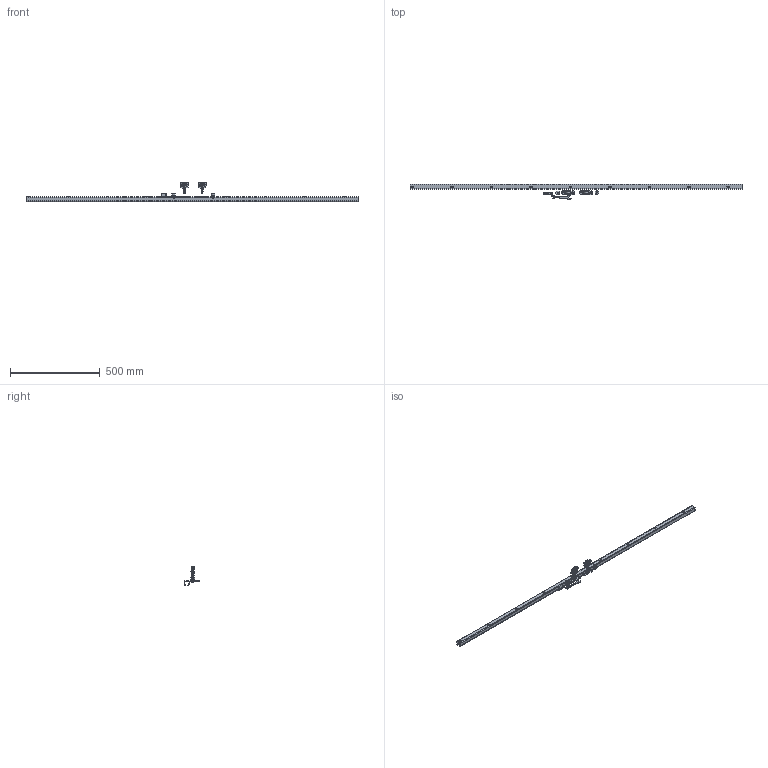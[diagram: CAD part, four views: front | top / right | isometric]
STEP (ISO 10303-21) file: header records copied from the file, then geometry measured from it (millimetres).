
FILE_DESCRIPTION(/* description */ (''),/* implementation_level */ '2;1');
FILE_NAME(/* name */ '.stp',/* time_stamp */ '2019-08-20T11:06:27+02:00',/* author */ ('ga'),/* organization */ (''),/* preprocessor_version */ 'ST-DEVELOPER v17.2',/* originating_system */ 'Autodesk Inventor 2019',/* authorisation */ '');
FILE_SCHEMA (('AUTOMOTIVE_DESIGN { 1 0 10303 214 3 1 1 }'));
Length unit declared in the file: millimetre
Products named in the file (21): Ensemble2; 26; 0222; 14030; 15378; 15602; 15601; 09015; 14389MONT; 06007; 14649; 15318; 1097; 14023; 06004; JIS B 1101 - M6 x 20; 14676; 15208; 1103 guide; 2526F/155; 15663
Assembly tree (24 placements, depth 3):
  Ensemble2
    26  x2
    0222  x2
      14030
      15378
      15602
      15601
      09015
      14389MONT
      06007
      14649
      15318
    1097  x2
      14023
      06004
      JIS B 1101 - M6 x 20
      14676
      15208
    1103 guide
    2526F/155
    15663
Bounding box: 1850 x 84.69 x 106.48 mm (x, y, z)
Volume: 369028.8 mm3; surface area: 344808 mm2
Topology: 35 solids, 35 shells, 1248 faces, 3432 edges, 2256 vertices
Faces by surface type: plane 717, cylinder 399, cone 58, bspline 48, sphere 18, torus 8
Full cylindrical faces by diameter (mm): 3 x2, 3.1 x2, 3.2 x4, 4 x2, 4.5 x2, 4.917 x4, 5 x4, 5.386 x2, 5.5 x2, 6 x4, 6.2 x12, 6.4 x2, 6.5 x2, 6.647 x6, 8 x54, 8.4 x2, 8.8 x2, 9 x4, 10.2 x4, 12 x2, 15 x2, 20 x4
Entity records: 27535 total; most frequent: CARTESIAN_POINT 8661, ORIENTED_EDGE 3880, DIRECTION 3627, EDGE_CURVE 1940, VERTEX_POINT 1290, AXIS2_PLACEMENT_3D 1211, LINE 1205, VECTOR 1205
